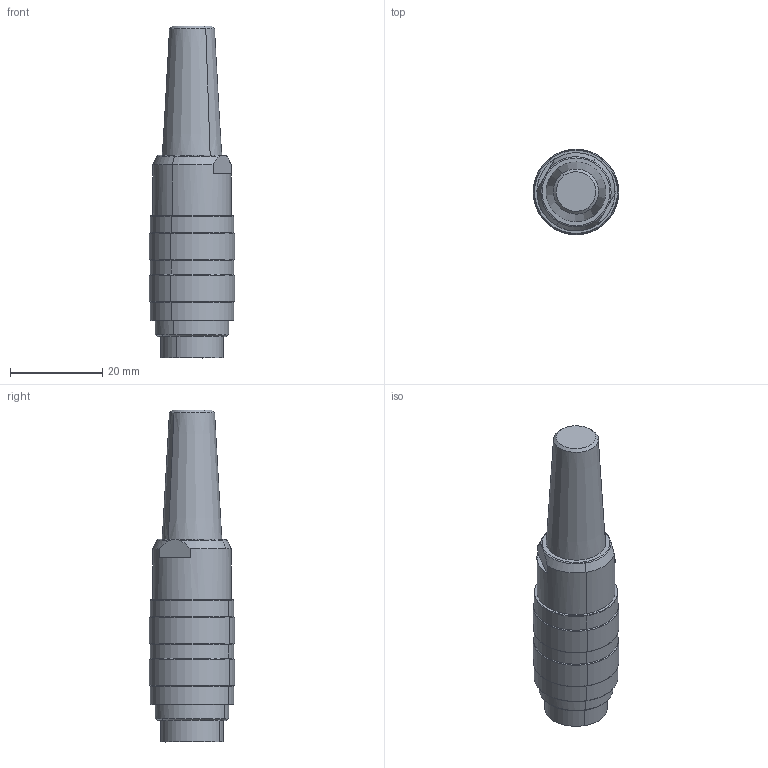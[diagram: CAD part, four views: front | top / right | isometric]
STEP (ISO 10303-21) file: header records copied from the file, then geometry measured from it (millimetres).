
FILE_DESCRIPTION(('CATIA V5 STEP Exchange','CAx-IF Rec.Pracs.--- Model Styling and Organization---1.4--- 2014-01-23'),'2;1');
FILE_NAME ('006673-1_1', '2019-12-12T09:56:28+00:00', ('none'), ('Weidmueller'), 'CATIA Version 5-6 Release 2016 SP3 HF44', 'CATIA V5 STEP AP214', 'none');
FILE_SCHEMA(('AUTOMOTIVE_DESIGN { 1 0 10303 214 1 1 1 1 }'));
Length unit declared in the file: millimetre
Products named in the file (1): 1118010000
Bounding box: 18.5 x 18.5 x 71.8 mm (x, y, z)
Volume: 12153.1 mm3; surface area: 4768.6 mm2
Topology: 2 solids, 2 shells, 149 faces, 322 edges, 191 vertices
Faces by surface type: cone 50, cylinder 38, plane 29, bspline 28, torus 4
Entity records: 4380 total; most frequent: CARTESIAN_POINT 1459, ORIENTED_EDGE 644, DIRECTION 489, EDGE_CURVE 322, AXIS2_PLACEMENT_3D 236, VERTEX_POINT 191, EDGE_LOOP 163, ADVANCED_FACE 149
